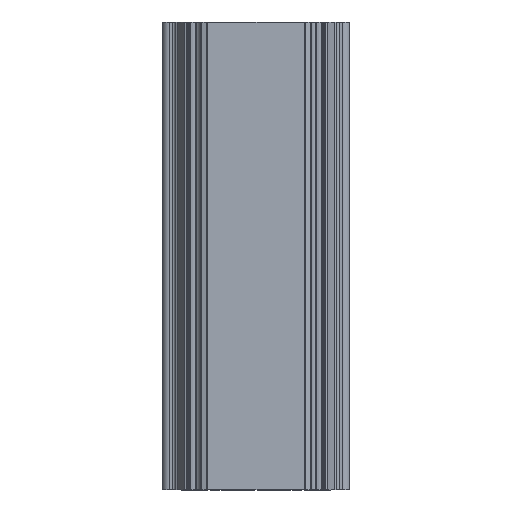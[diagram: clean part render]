
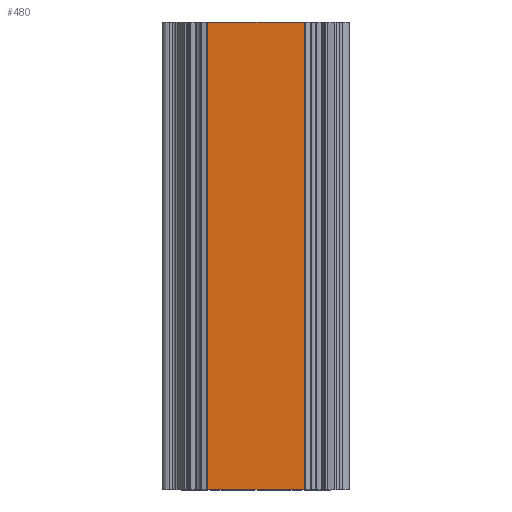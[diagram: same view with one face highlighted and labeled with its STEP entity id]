
A CAD part, top view. The second image highlights one B-rep face of the part: STEP entity #480.
In plain terms, the highlighted planar face has unit normal (0, 0, 1).
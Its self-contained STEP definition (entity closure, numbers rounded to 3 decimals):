
#480 = ADVANCED_FACE( '', ( #983 ), #984, .F. );
#983 = FACE_OUTER_BOUND( '', #1506, .T. );
#984 = PLANE( '', #1507 );
#1506 = EDGE_LOOP( '', ( #3065, #3066, #3067, #3068 ) );
#1507 = AXIS2_PLACEMENT_3D( '', #3069, #3070, #3071 );
#3065 = ORIENTED_EDGE( '', *, *, #3506, .T. );
#3066 = ORIENTED_EDGE( '', *, *, #3581, .F. );
#3067 = ORIENTED_EDGE( '', *, *, #3777, .F. );
#3068 = ORIENTED_EDGE( '', *, *, #3691, .T. );
#3069 = CARTESIAN_POINT( '', ( 14.623, 100., -17.202 ) );
#3070 = DIRECTION( '', ( 0., 0., -1. ) );
#3071 = DIRECTION( '', ( -1., 0., 0. ) );
#3506 = EDGE_CURVE( '', #4354, #4352, #4355, .T. );
#3581 = EDGE_CURVE( '', #4480, #4352, #4482, .T. );
#3691 = EDGE_CURVE( '', #4640, #4354, #4641, .T. );
#3777 = EDGE_CURVE( '', #4640, #4480, #4763, .T. );
#4352 = VERTEX_POINT( '', #5477 );
#4354 = VERTEX_POINT( '', #5479 );
#4355 = LINE( '', #5480, #5481 );
#4480 = VERTEX_POINT( '', #5636 );
#4482 = LINE( '', #5638, #5639 );
#4640 = VERTEX_POINT( '', #5859 );
#4641 = LINE( '', #5860, #5861 );
#4763 = LINE( '', #6021, #6022 );
#5477 = CARTESIAN_POINT( '', ( 14.623, 0., -17.202 ) );
#5479 = CARTESIAN_POINT( '', ( -14.623, 0., -17.202 ) );
#5480 = CARTESIAN_POINT( '', ( 14.623, 0., -17.202 ) );
#5481 = VECTOR( '', #6681, 1000. );
#5636 = CARTESIAN_POINT( '', ( 14.623, 100., -17.202 ) );
#5638 = CARTESIAN_POINT( '', ( 14.623, 100., -17.202 ) );
#5639 = VECTOR( '', #6823, 1000. );
#5859 = CARTESIAN_POINT( '', ( -14.623, 100., -17.202 ) );
#5860 = CARTESIAN_POINT( '', ( -14.623, 100., -17.202 ) );
#5861 = VECTOR( '', #6934, 1000. );
#6021 = CARTESIAN_POINT( '', ( 14.623, 100., -17.202 ) );
#6022 = VECTOR( '', #7063, 1000. );
#6681 = DIRECTION( '', ( 1., 0., 0. ) );
#6823 = DIRECTION( '', ( 0., -1., 0. ) );
#6934 = DIRECTION( '', ( 0., -1., 0. ) );
#7063 = DIRECTION( '', ( 1., 0., 0. ) );
